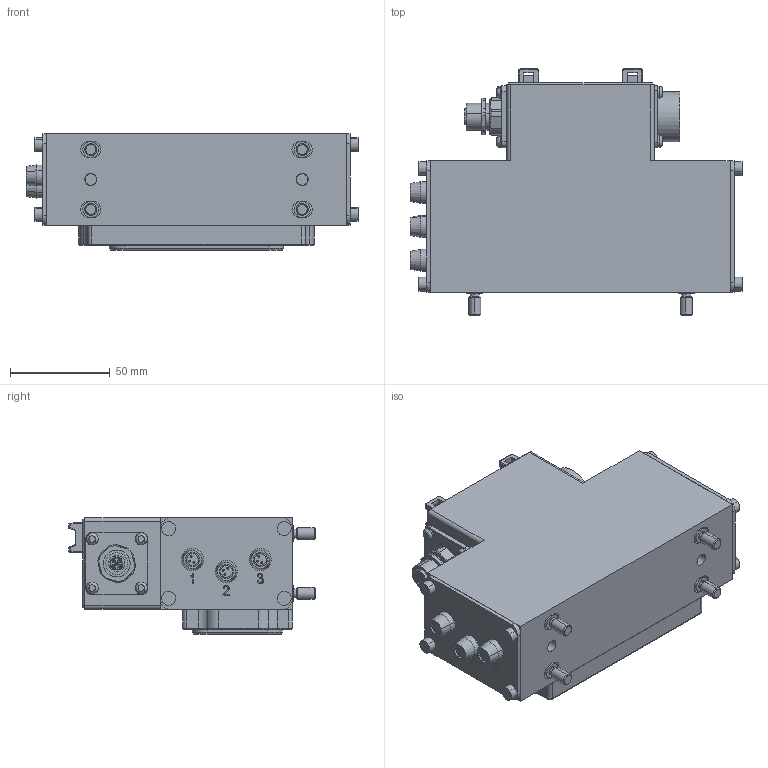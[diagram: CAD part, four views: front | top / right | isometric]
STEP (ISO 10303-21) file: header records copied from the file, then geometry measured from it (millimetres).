
FILE_DESCRIPTION (( 'STEP AP203' ), '1' );
FILE_NAME ('P6780.STEP', '2018-11-30T14:15:10', ( 'rsp' ), ( 'Hewlett-Packard Company' ), 'SwSTEP 2.0', 'SolidWorks 2017', '' );
FILE_SCHEMA (( 'CONFIG_CONTROL_DESIGN' ));
Products named in the file (1): P6780
Bounding box: 166.5 x 123.5 x 58.5 mm (x, y, z)
Volume: 653886.9 mm3; surface area: 146098.6 mm2
Topology: 71 solids, 72 shells, 3099 faces, 7819 edges, 5068 vertices
Faces by surface type: plane 1752, cylinder 777, bspline 308, cone 158, torus 96, sphere 8
Entity records: 107521 total; most frequent: CARTESIAN_POINT 33929, ORIENTED_EDGE 15522, DIRECTION 14604, EDGE_CURVE 7761, VERTEX_POINT 5068, AXIS2_PLACEMENT_3D 5067, VECTOR 4470, LINE 4470
